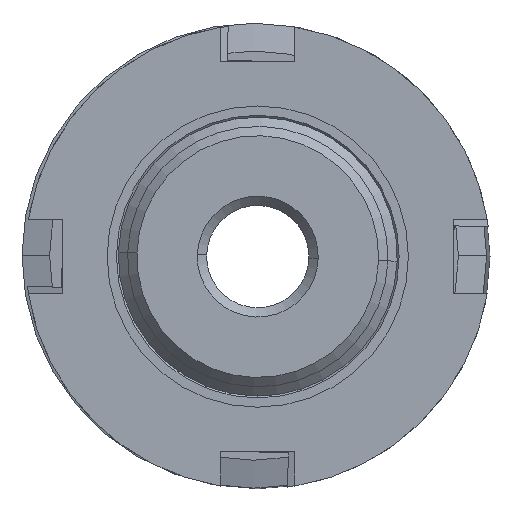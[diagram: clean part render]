
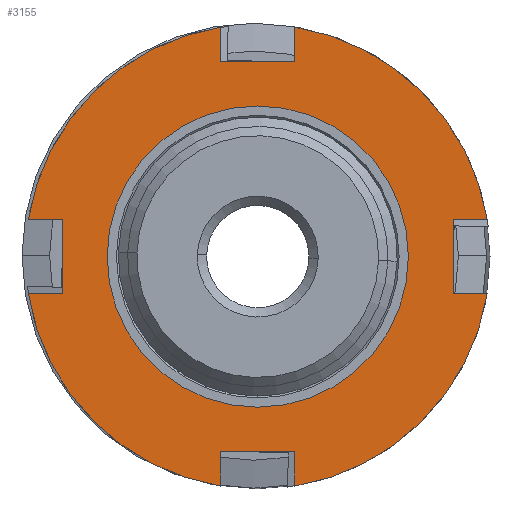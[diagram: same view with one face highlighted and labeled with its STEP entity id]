
A CAD part, front view. The second image highlights one B-rep face of the part: STEP entity #3155.
In plain terms, the highlighted planar face has unit normal (0, -1, 0).
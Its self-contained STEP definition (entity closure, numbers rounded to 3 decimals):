
#30 = DIRECTION ( 'NONE',  ( 0., 0., -1. ) ) ;
#77 = CARTESIAN_POINT ( 'NONE',  ( 10.5, -23., 2. ) ) ;
#94 = LINE ( 'NONE', #1064, #466 ) ;
#95 = LINE ( 'NONE', #2766, #606 ) ;
#108 = VERTEX_POINT ( 'NONE', #229 ) ;
#115 = AXIS2_PLACEMENT_3D ( 'NONE', #240, #3454, #2373 ) ;
#151 = EDGE_CURVE ( 'NONE', #2570, #1999, #2897, .T. ) ;
#173 = LINE ( 'NONE', #2041, #2934 ) ;
#189 = DIRECTION ( 'NONE',  ( 0., 0., 1. ) ) ;
#198 = EDGE_CURVE ( 'NONE', #108, #914, #2258, .T. ) ;
#200 = CARTESIAN_POINT ( 'NONE',  ( 12.339, -23., -2. ) ) ;
#212 = EDGE_CURVE ( 'NONE', #3468, #1999, #3411, .T. ) ;
#229 = CARTESIAN_POINT ( 'NONE',  ( 0., -23., -8.1 ) ) ;
#240 = CARTESIAN_POINT ( 'NONE',  ( 8.1, -23., 0. ) ) ;
#249 = CARTESIAN_POINT ( 'NONE',  ( 0., -23., -10.5 ) ) ;
#253 = DIRECTION ( 'NONE',  ( -1., 0., 0. ) ) ;
#275 = AXIS2_PLACEMENT_3D ( 'NONE', #454, #2883, #2356 ) ;
#428 = LINE ( 'NONE', #1975, #1836 ) ;
#454 = CARTESIAN_POINT ( 'NONE',  ( 0., -23., 0. ) ) ;
#456 = DIRECTION ( 'NONE',  ( 0., 0., 1. ) ) ;
#466 = VECTOR ( 'NONE', #189, 1000. ) ;
#474 = DIRECTION ( 'NONE',  ( 0., 0., 1. ) ) ;
#491 = DIRECTION ( 'NONE',  ( 0., 1., 0. ) ) ;
#533 = CARTESIAN_POINT ( 'NONE',  ( 2., -23., 10.5 ) ) ;
#551 = VERTEX_POINT ( 'NONE', #200 ) ;
#569 = LINE ( 'NONE', #3473, #2091 ) ;
#582 = EDGE_CURVE ( 'NONE', #2561, #2570, #1708, .T. ) ;
#590 = CARTESIAN_POINT ( 'NONE',  ( 12.339, -23., 2. ) ) ;
#606 = VECTOR ( 'NONE', #3020, 1000. ) ;
#618 = ORIENTED_EDGE ( 'NONE', *, *, #1075, .T. ) ;
#627 = ORIENTED_EDGE ( 'NONE', *, *, #582, .F. ) ;
#631 = EDGE_CURVE ( 'NONE', #1829, #3367, #94, .T. ) ;
#683 = ORIENTED_EDGE ( 'NONE', *, *, #2968, .T. ) ;
#690 = VECTOR ( 'NONE', #2782, 1000. ) ;
#700 = EDGE_CURVE ( 'NONE', #3383, #3089, #2225, .T. ) ;
#769 = LINE ( 'NONE', #3069, #690 ) ;
#795 = DIRECTION ( 'NONE',  ( 0., 0., 1. ) ) ;
#813 = DIRECTION ( 'NONE',  ( 0., 1., 0. ) ) ;
#815 = VERTEX_POINT ( 'NONE', #2959 ) ;
#833 = EDGE_LOOP ( 'NONE', ( #1286, #2901, #618, #2026, #2151, #3092, #1703, #1038, #1713, #1382, #3273, #2079, #3295, #627, #683, #3429 ) ) ;
#887 = CARTESIAN_POINT ( 'NONE',  ( 2., -23., 12.339 ) ) ;
#914 = VERTEX_POINT ( 'NONE', #2540 ) ;
#916 = CARTESIAN_POINT ( 'NONE',  ( 2., -23., -12.339 ) ) ;
#966 = CIRCLE ( 'NONE', #994, 12.5 ) ;
#994 = AXIS2_PLACEMENT_3D ( 'NONE', #3157, #3189, #3177 ) ;
#997 = DIRECTION ( 'NONE',  ( 0., 1., 0. ) ) ;
#1038 = ORIENTED_EDGE ( 'NONE', *, *, #631, .T. ) ;
#1044 = FACE_OUTER_BOUND ( 'NONE', #833, .T. ) ;
#1058 = CARTESIAN_POINT ( 'NONE',  ( -2., -23., 0. ) ) ;
#1064 = CARTESIAN_POINT ( 'NONE',  ( 10.5, -23., 0. ) ) ;
#1067 = CARTESIAN_POINT ( 'NONE',  ( 0., -23., 10.5 ) ) ;
#1075 = EDGE_CURVE ( 'NONE', #2668, #815, #1088, .T. ) ;
#1088 = LINE ( 'NONE', #1523, #1423 ) ;
#1102 = CARTESIAN_POINT ( 'NONE',  ( -12.339, -23., -2. ) ) ;
#1154 = CARTESIAN_POINT ( 'NONE',  ( -2., -23., 12.339 ) ) ;
#1164 = LINE ( 'NONE', #249, #3054 ) ;
#1194 = AXIS2_PLACEMENT_3D ( 'NONE', #1859, #997, #456 ) ;
#1244 = DIRECTION ( 'NONE',  ( 0., 0., 1. ) ) ;
#1269 = VERTEX_POINT ( 'NONE', #2237 ) ;
#1286 = ORIENTED_EDGE ( 'NONE', *, *, #700, .F. ) ;
#1362 = CARTESIAN_POINT ( 'NONE',  ( 0., -23., 0. ) ) ;
#1382 = ORIENTED_EDGE ( 'NONE', *, *, #1405, .F. ) ;
#1405 = EDGE_CURVE ( 'NONE', #2597, #1536, #966, .T. ) ;
#1423 = VECTOR ( 'NONE', #474, 1000. ) ;
#1523 = CARTESIAN_POINT ( 'NONE',  ( -2., -23., 0. ) ) ;
#1536 = VERTEX_POINT ( 'NONE', #590 ) ;
#1588 = VERTEX_POINT ( 'NONE', #916 ) ;
#1610 = DIRECTION ( 'NONE',  ( -1., 0., 0. ) ) ;
#1611 = DIRECTION ( 'NONE',  ( 1., 0., 0. ) ) ;
#1633 = VECTOR ( 'NONE', #1611, 1000. ) ;
#1638 = VERTEX_POINT ( 'NONE', #2804 ) ;
#1643 = EDGE_CURVE ( 'NONE', #1638, #3089, #428, .T. ) ;
#1693 = CARTESIAN_POINT ( 'NONE',  ( 8.1, -23., 2. ) ) ;
#1703 = ORIENTED_EDGE ( 'NONE', *, *, #2158, .T. ) ;
#1708 = CIRCLE ( 'NONE', #1194, 12.5 ) ;
#1713 = ORIENTED_EDGE ( 'NONE', *, *, #2600, .F. ) ;
#1716 = CIRCLE ( 'NONE', #1931, 12.5 ) ;
#1829 = VERTEX_POINT ( 'NONE', #2958 ) ;
#1836 = VECTOR ( 'NONE', #2549, 1000. ) ;
#1843 = LINE ( 'NONE', #1693, #2657 ) ;
#1859 = CARTESIAN_POINT ( 'NONE',  ( 0., -23., 0. ) ) ;
#1898 = CARTESIAN_POINT ( 'NONE',  ( 8.1, -23., -2. ) ) ;
#1915 = VECTOR ( 'NONE', #30, 1000. ) ;
#1931 = AXIS2_PLACEMENT_3D ( 'NONE', #3104, #491, #1244 ) ;
#1942 = AXIS2_PLACEMENT_3D ( 'NONE', #2129, #3219, #795 ) ;
#1975 = CARTESIAN_POINT ( 'NONE',  ( -10.5, -23., 0. ) ) ;
#1999 = VERTEX_POINT ( 'NONE', #2843 ) ;
#2026 = ORIENTED_EDGE ( 'NONE', *, *, #3306, .T. ) ;
#2041 = CARTESIAN_POINT ( 'NONE',  ( 2., -23., 0. ) ) ;
#2061 = EDGE_CURVE ( 'NONE', #2668, #3383, #1716, .T. ) ;
#2069 = EDGE_CURVE ( 'NONE', #914, #108, #2980, .T. ) ;
#2079 = ORIENTED_EDGE ( 'NONE', *, *, #212, .T. ) ;
#2091 = VECTOR ( 'NONE', #253, 1000. ) ;
#2129 = CARTESIAN_POINT ( 'NONE',  ( 0., -23., 0. ) ) ;
#2151 = ORIENTED_EDGE ( 'NONE', *, *, #3178, .F. ) ;
#2155 = DIRECTION ( 'NONE',  ( 1., 0., 0. ) ) ;
#2158 = EDGE_CURVE ( 'NONE', #551, #1829, #569, .T. ) ;
#2211 = ORIENTED_EDGE ( 'NONE', *, *, #198, .T. ) ;
#2225 = LINE ( 'NONE', #1898, #1633 ) ;
#2237 = CARTESIAN_POINT ( 'NONE',  ( 2., -23., -10.5 ) ) ;
#2247 = DIRECTION ( 'NONE',  ( -1., 0., 0. ) ) ;
#2258 = CIRCLE ( 'NONE', #2366, 8.1 ) ;
#2274 = CARTESIAN_POINT ( 'NONE',  ( -2., -23., -12.339 ) ) ;
#2294 = CIRCLE ( 'NONE', #1942, 12.5 ) ;
#2356 = DIRECTION ( 'NONE',  ( 0., 0., 1. ) ) ;
#2366 = AXIS2_PLACEMENT_3D ( 'NONE', #1362, #813, #3250 ) ;
#2373 = DIRECTION ( 'NONE',  ( 0., 0., 1. ) ) ;
#2482 = VECTOR ( 'NONE', #1610, 1000. ) ;
#2493 = ORIENTED_EDGE ( 'NONE', *, *, #2069, .T. ) ;
#2540 = CARTESIAN_POINT ( 'NONE',  ( 0., -23., 8.1 ) ) ;
#2549 = DIRECTION ( 'NONE',  ( 0., 0., -1. ) ) ;
#2561 = VERTEX_POINT ( 'NONE', #2791 ) ;
#2570 = VERTEX_POINT ( 'NONE', #1154 ) ;
#2597 = VERTEX_POINT ( 'NONE', #887 ) ;
#2600 = EDGE_CURVE ( 'NONE', #1536, #3367, #1843, .T. ) ;
#2613 = EDGE_LOOP ( 'NONE', ( #2493, #2211 ) ) ;
#2630 = DIRECTION ( 'NONE',  ( 0., 0., 1. ) ) ;
#2657 = VECTOR ( 'NONE', #2247, 1000. ) ;
#2668 = VERTEX_POINT ( 'NONE', #2274 ) ;
#2735 = FACE_BOUND ( 'NONE', #2613, .T. ) ;
#2766 = CARTESIAN_POINT ( 'NONE',  ( 8.1, -23., 2. ) ) ;
#2782 = DIRECTION ( 'NONE',  ( 0., 0., -1. ) ) ;
#2791 = CARTESIAN_POINT ( 'NONE',  ( -12.339, -23., 2. ) ) ;
#2804 = CARTESIAN_POINT ( 'NONE',  ( -10.5, -23., 2. ) ) ;
#2843 = CARTESIAN_POINT ( 'NONE',  ( -2., -23., 10.5 ) ) ;
#2883 = DIRECTION ( 'NONE',  ( 0., 1., 0. ) ) ;
#2897 = LINE ( 'NONE', #1058, #1915 ) ;
#2901 = ORIENTED_EDGE ( 'NONE', *, *, #2061, .F. ) ;
#2917 = PLANE ( 'NONE',  #115 ) ;
#2934 = VECTOR ( 'NONE', #2630, 1000. ) ;
#2958 = CARTESIAN_POINT ( 'NONE',  ( 10.5, -23., -2. ) ) ;
#2959 = CARTESIAN_POINT ( 'NONE',  ( -2., -23., -10.5 ) ) ;
#2968 = EDGE_CURVE ( 'NONE', #2561, #1638, #95, .T. ) ;
#2980 = CIRCLE ( 'NONE', #275, 8.1 ) ;
#2986 = EDGE_CURVE ( 'NONE', #2597, #3468, #769, .T. ) ;
#3020 = DIRECTION ( 'NONE',  ( 1., 0., 0. ) ) ;
#3054 = VECTOR ( 'NONE', #2155, 1000. ) ;
#3069 = CARTESIAN_POINT ( 'NONE',  ( 2., -23., 0. ) ) ;
#3089 = VERTEX_POINT ( 'NONE', #3401 ) ;
#3092 = ORIENTED_EDGE ( 'NONE', *, *, #3294, .F. ) ;
#3104 = CARTESIAN_POINT ( 'NONE',  ( 0., -23., 0. ) ) ;
#3155 = ADVANCED_FACE ( 'NONE', ( #2735, #1044 ), #2917, .F. ) ;
#3157 = CARTESIAN_POINT ( 'NONE',  ( 0., -23., 0. ) ) ;
#3177 = DIRECTION ( 'NONE',  ( 0., 0., 1. ) ) ;
#3178 = EDGE_CURVE ( 'NONE', #1588, #1269, #173, .T. ) ;
#3189 = DIRECTION ( 'NONE',  ( 0., 1., 0. ) ) ;
#3219 = DIRECTION ( 'NONE',  ( 0., 1., 0. ) ) ;
#3250 = DIRECTION ( 'NONE',  ( 0., 0., 1. ) ) ;
#3273 = ORIENTED_EDGE ( 'NONE', *, *, #2986, .T. ) ;
#3294 = EDGE_CURVE ( 'NONE', #551, #1588, #2294, .T. ) ;
#3295 = ORIENTED_EDGE ( 'NONE', *, *, #151, .F. ) ;
#3306 = EDGE_CURVE ( 'NONE', #815, #1269, #1164, .T. ) ;
#3367 = VERTEX_POINT ( 'NONE', #77 ) ;
#3383 = VERTEX_POINT ( 'NONE', #1102 ) ;
#3401 = CARTESIAN_POINT ( 'NONE',  ( -10.5, -23., -2. ) ) ;
#3411 = LINE ( 'NONE', #1067, #2482 ) ;
#3429 = ORIENTED_EDGE ( 'NONE', *, *, #1643, .T. ) ;
#3454 = DIRECTION ( 'NONE',  ( 0., 1., 0. ) ) ;
#3468 = VERTEX_POINT ( 'NONE', #533 ) ;
#3473 = CARTESIAN_POINT ( 'NONE',  ( 8.1, -23., -2. ) ) ;
